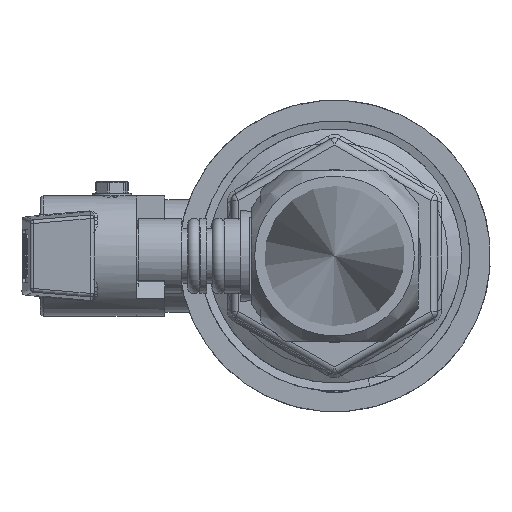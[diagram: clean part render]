
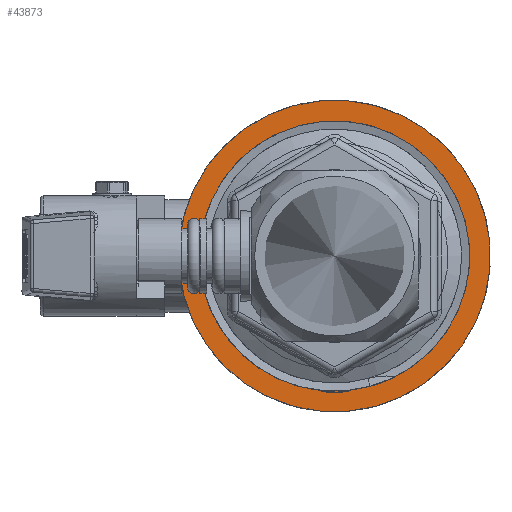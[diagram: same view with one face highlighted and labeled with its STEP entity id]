
A CAD part, left-side view. The second image highlights one B-rep face of the part: STEP entity #43873.
In plain terms, the highlighted planar face has unit normal (-1, 0, 0).
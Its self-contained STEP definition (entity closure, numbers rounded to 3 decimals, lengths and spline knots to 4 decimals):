
#7952=PLANE('',#46850);
#9083=FACE_BOUND('',#15496,.T.);
#12996=FACE_OUTER_BOUND('',#15495,.T.);
#15495=EDGE_LOOP('',(#31247,#31248));
#15496=EDGE_LOOP('',(#31249,#31250));
#18097=CIRCLE('',#46687,1.125);
#18098=CIRCLE('',#46688,1.125);
#18176=CIRCLE('',#46835,1.297);
#18177=CIRCLE('',#46836,1.297);
#19474=VERTEX_POINT('',#60680);
#19475=VERTEX_POINT('',#60682);
#19621=VERTEX_POINT('',#61543);
#19622=VERTEX_POINT('',#61545);
#23945=EDGE_CURVE('',#19475,#19474,#18097,.T.);
#23946=EDGE_CURVE('',#19474,#19475,#18098,.T.);
#24160=EDGE_CURVE('',#19621,#19622,#18176,.T.);
#24161=EDGE_CURVE('',#19622,#19621,#18177,.T.);
#31247=ORIENTED_EDGE('',*,*,#24161,.F.);
#31248=ORIENTED_EDGE('',*,*,#24160,.F.);
#31249=ORIENTED_EDGE('',*,*,#23945,.T.);
#31250=ORIENTED_EDGE('',*,*,#23946,.T.);
#43873=ADVANCED_FACE('',(#12996,#9083),#7952,.T.);
#46687=AXIS2_PLACEMENT_3D('',#60683,#50264,#50265);
#46688=AXIS2_PLACEMENT_3D('',#60684,#50266,#50267);
#46835=AXIS2_PLACEMENT_3D('',#61546,#50663,#50664);
#46836=AXIS2_PLACEMENT_3D('',#61547,#50665,#50666);
#46850=AXIS2_PLACEMENT_3D('',#62293,#50696,#50697);
#50264=DIRECTION('center_axis',(1.,0.,0.));
#50265=DIRECTION('ref_axis',(0.,0.,-1.));
#50266=DIRECTION('center_axis',(1.,0.,0.));
#50267=DIRECTION('ref_axis',(0.,0.,-1.));
#50663=DIRECTION('center_axis',(1.,0.,0.));
#50664=DIRECTION('ref_axis',(0.,0.,-1.));
#50665=DIRECTION('center_axis',(1.,0.,0.));
#50666=DIRECTION('ref_axis',(0.,0.,-1.));
#50696=DIRECTION('center_axis',(-1.,0.,0.));
#50697=DIRECTION('ref_axis',(0.,0.,1.));
#60680=CARTESIAN_POINT('',(0.,-1.125,0.));
#60682=CARTESIAN_POINT('',(0.,1.125,0.));
#60683=CARTESIAN_POINT('Origin',(0.,0.,0.));
#60684=CARTESIAN_POINT('Origin',(0.,0.,0.));
#61543=CARTESIAN_POINT('',(0.,-1.297,0.));
#61545=CARTESIAN_POINT('',(0.,1.297,0.));
#61546=CARTESIAN_POINT('Origin',(0.,0.,0.));
#61547=CARTESIAN_POINT('Origin',(0.,0.,0.));
#62293=CARTESIAN_POINT('Origin',(0.,1.297,0.));
